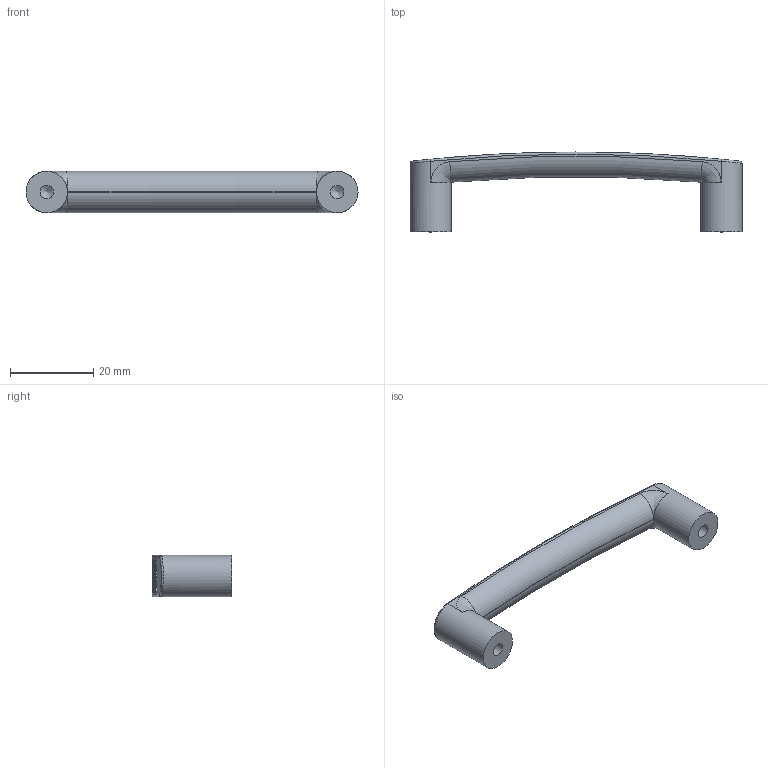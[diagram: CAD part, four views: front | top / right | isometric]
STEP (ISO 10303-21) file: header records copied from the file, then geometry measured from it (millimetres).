
FILE_DESCRIPTION(/* description */ (''),/* implementation_level */ '2;1');
FILE_NAME(/* name */ 'Bigsby Brake Angle V2.stp',/* time_stamp */ '2020-07-23T10:47:34+02:00',/* author */ ('Gibus'),/* organization */ (''),/* preprocessor_version */ 'ST-DEVELOPER v17',/* originating_system */ 'Autodesk Inventor 2018',/* authorisation */ '');
FILE_SCHEMA (('AUTOMOTIVE_DESIGN { 1 0 10303 214 3 1 1 }'));
Length unit declared in the file: millimetre
Products named in the file (1): Bigsby Brtake Angle V2
Bounding box: 80 x 19.26 x 10 mm (x, y, z)
Volume: 5258.5 mm3; surface area: 3649.2 mm2
Topology: 1 solids, 1 shells, 202 faces, 547 edges, 359 vertices
Faces by surface type: plane 91, bspline 83, cylinder 22, torus 4, cone 2
Full cylindrical faces by diameter (mm): 3.242 x2, 10 x2
Entity records: 8541 total; most frequent: CARTESIAN_POINT 3905, ORIENTED_EDGE 1082, DIRECTION 728, EDGE_CURVE 541, VERTEX_POINT 359, LINE 276, VECTOR 276, AXIS2_PLACEMENT_3D 226
